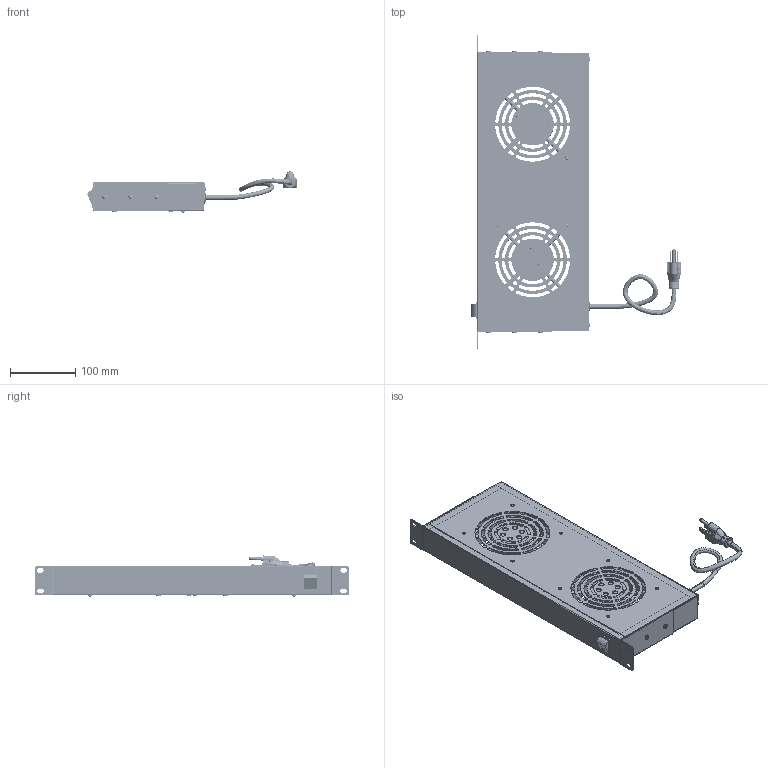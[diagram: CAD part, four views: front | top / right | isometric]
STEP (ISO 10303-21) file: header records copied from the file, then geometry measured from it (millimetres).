
FILE_DESCRIPTION (( 'STEP AP214' ), '1' );
FILE_NAME ('LC1UFNSH2ECUL_3D.step', '2025-02-26T20:00:41', ( '' ), ( '' ), 'SwSTEP 2.0', 'SolidWorks 2022', '' );
FILE_SCHEMA (( 'AUTOMOTIVE_DESIGN' ));
Length unit declared in the file: inch
Products named in the file (14): FAN_120X120X25; FAN_RAIL; FAN_BODY; JXZ; NEMA POWER PLUG CABLE_; KKKK; M6_16; FAN_COVER; XIAN; M3; NEMA POWER CABLE_1; M4X8LS_1; LC1UFNSH2ECUL_3D; NEMA_5-15P
Assembly tree (32 placements, depth 3):
  LC1UFNSH2ECUL_3D
    FAN_BODY
    FAN_RAIL  x3
    FAN_COVER
    FAN_120X120X25  x2
    KKKK
    JXZ
    M4X8LS_1  x16
    M6_16
    M3  x2
    XIAN
    NEMA POWER PLUG CABLE_
      NEMA POWER CABLE_1
      NEMA_5-15P
Bounding box: 321.47 x 482.5 x 63.1 mm (x, y, z)
Volume: 475058.3 mm3; surface area: 578841.8 mm2
Topology: 29 solids, 32 shells, 2696 faces, 8616 edges, 6023 vertices
Faces by surface type: cylinder 1493, plane 838, bspline 273, cone 76, torus 14, sphere 2
Entity records: 73486 total; most frequent: CARTESIAN_POINT 31800, ORIENTED_EDGE 8992, DIRECTION 7710, EDGE_CURVE 4505, VERTEX_POINT 3039, AXIS2_PLACEMENT_3D 2826, VECTOR 2058, LINE 2058
